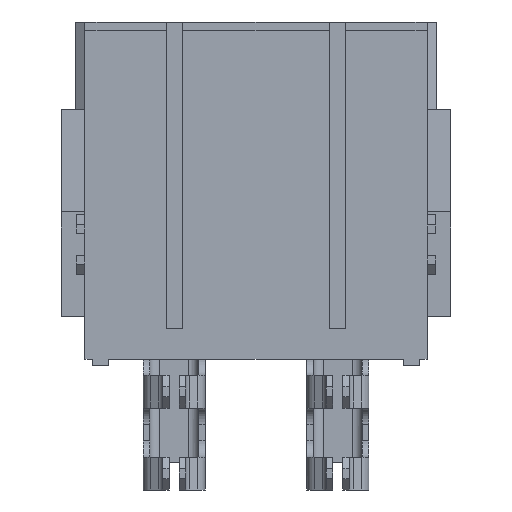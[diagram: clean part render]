
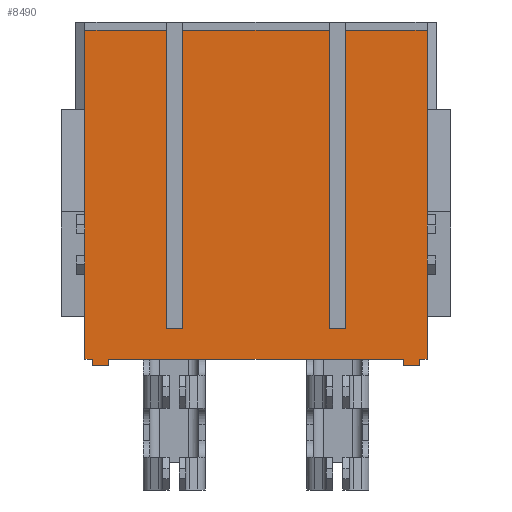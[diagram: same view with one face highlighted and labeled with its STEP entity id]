
A CAD part, front view. The second image highlights one B-rep face of the part: STEP entity #8490.
In plain terms, the highlighted planar face has unit normal (0, -1, 0).
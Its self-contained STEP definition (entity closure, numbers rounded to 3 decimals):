
#109=DIRECTION('',(1.,0.,0.));
#110=VECTOR('',#109,18.);
#111=CARTESIAN_POINT('',(-9.,-4.7,-10.3));
#112=LINE('',#111,#110);
#133=DIRECTION('',(1.,0.,0.));
#134=VECTOR('',#133,0.45);
#135=CARTESIAN_POINT('',(-10.45,-4.7,-10.3));
#136=LINE('',#135,#134);
#141=DIRECTION('',(1.,0.,0.));
#142=VECTOR('',#141,0.45);
#143=CARTESIAN_POINT('',(10.,-4.7,-10.3));
#144=LINE('',#143,#142);
#2463=DIRECTION('',(0.,0.,1.));
#2464=VECTOR('',#2463,5.81);
#2465=CARTESIAN_POINT('',(-10.45,-4.7,-10.3));
#2466=LINE('',#2465,#2464);
#2467=DIRECTION('',(0.,0.,-1.));
#2468=VECTOR('',#2467,0.515);
#2469=CARTESIAN_POINT('',(-10.45,-4.7,-3.975));
#2470=LINE('',#2469,#2468);
#2471=DIRECTION('',(0.,0.,1.));
#2472=VECTOR('',#2471,1.37);
#2473=CARTESIAN_POINT('',(-10.45,-4.7,-3.975));
#2474=LINE('',#2473,#2472);
#2475=DIRECTION('',(0.,0.,-1.));
#2476=VECTOR('',#2475,0.515);
#2477=CARTESIAN_POINT('',(-10.45,-4.7,-2.09));
#2478=LINE('',#2477,#2476);
#2479=DIRECTION('',(0.,0.,1.));
#2480=VECTOR('',#2479,11.89);
#2481=CARTESIAN_POINT('',(-10.45,-4.7,-2.09));
#2482=LINE('',#2481,#2480);
#2483=DIRECTION('',(1.,0.,0.));
#2484=VECTOR('',#2483,4.975);
#2485=CARTESIAN_POINT('',(-10.45,-4.7,9.8));
#2486=LINE('',#2485,#2484);
#2487=DIRECTION('',(0.,0.,-1.));
#2488=VECTOR('',#2487,18.25);
#2489=CARTESIAN_POINT('',(-5.475,-4.7,9.8));
#2490=LINE('',#2489,#2488);
#2491=DIRECTION('',(1.,0.,0.));
#2492=VECTOR('',#2491,1.);
#2493=CARTESIAN_POINT('',(-5.475,-4.7,-8.45));
#2494=LINE('',#2493,#2492);
#2495=DIRECTION('',(0.,0.,-1.));
#2496=VECTOR('',#2495,18.25);
#2497=CARTESIAN_POINT('',(-4.475,-4.7,9.8));
#2498=LINE('',#2497,#2496);
#2499=DIRECTION('',(1.,0.,0.));
#2500=VECTOR('',#2499,8.95);
#2501=CARTESIAN_POINT('',(-4.475,-4.7,9.8));
#2502=LINE('',#2501,#2500);
#2503=DIRECTION('',(0.,0.,-1.));
#2504=VECTOR('',#2503,18.25);
#2505=CARTESIAN_POINT('',(4.475,-4.7,9.8));
#2506=LINE('',#2505,#2504);
#2507=DIRECTION('',(1.,0.,0.));
#2508=VECTOR('',#2507,1.);
#2509=CARTESIAN_POINT('',(4.475,-4.7,-8.45));
#2510=LINE('',#2509,#2508);
#2511=DIRECTION('',(0.,0.,-1.));
#2512=VECTOR('',#2511,18.25);
#2513=CARTESIAN_POINT('',(5.475,-4.7,9.8));
#2514=LINE('',#2513,#2512);
#2515=DIRECTION('',(1.,0.,0.));
#2516=VECTOR('',#2515,4.975);
#2517=CARTESIAN_POINT('',(5.475,-4.7,9.8));
#2518=LINE('',#2517,#2516);
#2519=DIRECTION('',(0.,0.,-1.));
#2520=VECTOR('',#2519,0.515);
#2521=CARTESIAN_POINT('',(10.45,-4.7,-2.1));
#2522=LINE('',#2521,#2520);
#2523=DIRECTION('',(0.,0.,-1.));
#2524=VECTOR('',#2523,0.515);
#2525=CARTESIAN_POINT('',(10.45,-4.7,-3.985));
#2526=LINE('',#2525,#2524);
#2527=DIRECTION('',(0.,0.,-1.));
#2528=VECTOR('',#2527,0.4);
#2529=CARTESIAN_POINT('',(10.,-4.7,-10.3));
#2530=LINE('',#2529,#2528);
#2531=DIRECTION('',(0.,0.,-1.));
#2532=VECTOR('',#2531,0.4);
#2533=CARTESIAN_POINT('',(-9.,-4.7,-10.3));
#2534=LINE('',#2533,#2532);
#3425=DIRECTION('',(0.,0.,1.));
#3426=VECTOR('',#3425,11.9);
#3427=CARTESIAN_POINT('',(10.45,-4.7,-2.1));
#3428=LINE('',#3427,#3426);
#3469=DIRECTION('',(0.,0.,1.));
#3470=VECTOR('',#3469,1.37);
#3471=CARTESIAN_POINT('',(10.45,-4.7,-3.985));
#3472=LINE('',#3471,#3470);
#3505=DIRECTION('',(0.,0.,1.));
#3506=VECTOR('',#3505,5.8);
#3507=CARTESIAN_POINT('',(10.45,-4.7,-10.3));
#3508=LINE('',#3507,#3506);
#4079=DIRECTION('',(-1.,0.,0.));
#4080=VECTOR('',#4079,1.);
#4081=CARTESIAN_POINT('',(-9.,-4.7,-10.7));
#4082=LINE('',#4081,#4080);
#4091=DIRECTION('',(-1.,0.,0.));
#4092=VECTOR('',#4091,1.);
#4093=CARTESIAN_POINT('',(10.,-4.7,-10.7));
#4094=LINE('',#4093,#4092);
#4099=DIRECTION('',(0.,0.,-1.));
#4100=VECTOR('',#4099,0.4);
#4101=CARTESIAN_POINT('',(-10.,-4.7,-10.3));
#4102=LINE('',#4101,#4100);
#4103=DIRECTION('',(0.,0.,-1.));
#4104=VECTOR('',#4103,0.4);
#4105=CARTESIAN_POINT('',(9.,-4.7,-10.3));
#4106=LINE('',#4105,#4104);
#4108=CARTESIAN_POINT('',(-10.45,-4.7,-10.3));
#4110=VERTEX_POINT('',#4108);
#4111=CARTESIAN_POINT('',(10.45,-4.7,-10.3));
#4113=VERTEX_POINT('',#4111);
#4354=CARTESIAN_POINT('',(-9.,-4.7,-10.7));
#4356=VERTEX_POINT('',#4354);
#4357=CARTESIAN_POINT('',(-10.,-4.7,-10.7));
#4358=VERTEX_POINT('',#4357);
#4365=CARTESIAN_POINT('',(10.,-4.7,-10.7));
#4366=VERTEX_POINT('',#4365);
#4367=CARTESIAN_POINT('',(9.,-4.7,-10.7));
#4368=VERTEX_POINT('',#4367);
#4369=CARTESIAN_POINT('',(-9.,-4.7,-10.3));
#4371=VERTEX_POINT('',#4369);
#4373=CARTESIAN_POINT('',(-10.,-4.7,-10.3));
#4375=VERTEX_POINT('',#4373);
#4377=CARTESIAN_POINT('',(10.,-4.7,-10.3));
#4379=VERTEX_POINT('',#4377);
#4381=CARTESIAN_POINT('',(9.,-4.7,-10.3));
#4383=VERTEX_POINT('',#4381);
#4417=CARTESIAN_POINT('',(10.45,-4.7,-2.1));
#4419=VERTEX_POINT('',#4417);
#4421=CARTESIAN_POINT('',(10.45,-4.7,-2.615));
#4423=VERTEX_POINT('',#4421);
#4425=CARTESIAN_POINT('',(10.45,-4.7,-4.5));
#4427=VERTEX_POINT('',#4425);
#4429=CARTESIAN_POINT('',(10.45,-4.7,-3.985));
#4431=VERTEX_POINT('',#4429);
#4517=CARTESIAN_POINT('',(-10.45,-4.7,9.8));
#4518=VERTEX_POINT('',#4517);
#4519=CARTESIAN_POINT('',(10.45,-4.7,9.8));
#4520=VERTEX_POINT('',#4519);
#4521=CARTESIAN_POINT('',(5.475,-4.7,-8.45));
#4522=VERTEX_POINT('',#4521);
#4523=CARTESIAN_POINT('',(4.475,-4.7,-8.45));
#4524=VERTEX_POINT('',#4523);
#4525=CARTESIAN_POINT('',(-4.475,-4.7,-8.45));
#4526=VERTEX_POINT('',#4525);
#4527=CARTESIAN_POINT('',(-5.475,-4.7,-8.45));
#4528=VERTEX_POINT('',#4527);
#4529=CARTESIAN_POINT('',(4.475,-4.7,9.8));
#4530=VERTEX_POINT('',#4529);
#4531=CARTESIAN_POINT('',(5.475,-4.7,9.8));
#4532=VERTEX_POINT('',#4531);
#4533=CARTESIAN_POINT('',(-5.475,-4.7,9.8));
#4534=VERTEX_POINT('',#4533);
#4535=CARTESIAN_POINT('',(-4.475,-4.7,9.8));
#4536=VERTEX_POINT('',#4535);
#5072=CARTESIAN_POINT('',(-10.45,-4.7,-2.09));
#5073=VERTEX_POINT('',#5072);
#5074=CARTESIAN_POINT('',(-10.45,-4.7,-2.605));
#5075=VERTEX_POINT('',#5074);
#5076=CARTESIAN_POINT('',(-10.45,-4.7,-4.49));
#5077=VERTEX_POINT('',#5076);
#5078=CARTESIAN_POINT('',(-10.45,-4.7,-3.975));
#5079=VERTEX_POINT('',#5078);
#8433=CARTESIAN_POINT('',(-10.45,-4.7,-10.3));
#8434=DIRECTION('',(0.,-1.,0.));
#8435=DIRECTION('',(1.,0.,0.));
#8436=AXIS2_PLACEMENT_3D('',#8433,#8434,#8435);
#8437=PLANE('',#8436);
#8439=ORIENTED_EDGE('',*,*,#8438,.T.);
#8440=ORIENTED_EDGE('',*,*,#8428,.F.);
#8442=ORIENTED_EDGE('',*,*,#8441,.T.);
#8443=ORIENTED_EDGE('',*,*,#8396,.F.);
#8445=ORIENTED_EDGE('',*,*,#8444,.T.);
#8447=ORIENTED_EDGE('',*,*,#8446,.T.);
#8449=ORIENTED_EDGE('',*,*,#8448,.T.);
#8451=ORIENTED_EDGE('',*,*,#8450,.T.);
#8453=ORIENTED_EDGE('',*,*,#8452,.F.);
#8455=ORIENTED_EDGE('',*,*,#8454,.T.);
#8457=ORIENTED_EDGE('',*,*,#8456,.T.);
#8459=ORIENTED_EDGE('',*,*,#8458,.T.);
#8461=ORIENTED_EDGE('',*,*,#8460,.F.);
#8463=ORIENTED_EDGE('',*,*,#8462,.T.);
#8465=ORIENTED_EDGE('',*,*,#8464,.F.);
#8467=ORIENTED_EDGE('',*,*,#8466,.T.);
#8469=ORIENTED_EDGE('',*,*,#8468,.F.);
#8471=ORIENTED_EDGE('',*,*,#8470,.T.);
#8473=ORIENTED_EDGE('',*,*,#8472,.F.);
#8474=ORIENTED_EDGE('',*,*,#5460,.F.);
#8476=ORIENTED_EDGE('',*,*,#8475,.T.);
#8478=ORIENTED_EDGE('',*,*,#8477,.T.);
#8480=ORIENTED_EDGE('',*,*,#8479,.F.);
#8481=ORIENTED_EDGE('',*,*,#5376,.F.);
#8482=ORIENTED_EDGE('',*,*,#8031,.T.);
#8484=ORIENTED_EDGE('',*,*,#8483,.T.);
#8486=ORIENTED_EDGE('',*,*,#8485,.F.);
#8487=ORIENTED_EDGE('',*,*,#5448,.F.);
#8488=EDGE_LOOP('',(#8439,#8440,#8442,#8443,#8445,#8447,#8449,#8451,#8453,#8455,
#8457,#8459,#8461,#8463,#8465,#8467,#8469,#8471,#8473,#8474,#8476,#8478,#8480,
#8481,#8482,#8484,#8486,#8487));
#8489=FACE_OUTER_BOUND('',#8488,.F.);
#8490=ADVANCED_FACE('',(#8489),#8437,.T.);
#5376=EDGE_CURVE('',#4371,#4383,#112,.T.);
#5448=EDGE_CURVE('',#4110,#4375,#136,.T.);
#5460=EDGE_CURVE('',#4379,#4113,#144,.T.);
#8031=EDGE_CURVE('',#4371,#4356,#2534,.T.);
#8396=EDGE_CURVE('',#5073,#5075,#2478,.T.);
#8428=EDGE_CURVE('',#5079,#5077,#2470,.T.);
#8438=EDGE_CURVE('',#4110,#5077,#2466,.T.);
#8441=EDGE_CURVE('',#5079,#5075,#2474,.T.);
#8444=EDGE_CURVE('',#5073,#4518,#2482,.T.);
#8446=EDGE_CURVE('',#4518,#4534,#2486,.T.);
#8448=EDGE_CURVE('',#4534,#4528,#2490,.T.);
#8450=EDGE_CURVE('',#4528,#4526,#2494,.T.);
#8452=EDGE_CURVE('',#4536,#4526,#2498,.T.);
#8454=EDGE_CURVE('',#4536,#4530,#2502,.T.);
#8456=EDGE_CURVE('',#4530,#4524,#2506,.T.);
#8458=EDGE_CURVE('',#4524,#4522,#2510,.T.);
#8460=EDGE_CURVE('',#4532,#4522,#2514,.T.);
#8462=EDGE_CURVE('',#4532,#4520,#2518,.T.);
#8464=EDGE_CURVE('',#4419,#4520,#3428,.T.);
#8466=EDGE_CURVE('',#4419,#4423,#2522,.T.);
#8468=EDGE_CURVE('',#4431,#4423,#3472,.T.);
#8470=EDGE_CURVE('',#4431,#4427,#2526,.T.);
#8472=EDGE_CURVE('',#4113,#4427,#3508,.T.);
#8475=EDGE_CURVE('',#4379,#4366,#2530,.T.);
#8477=EDGE_CURVE('',#4366,#4368,#4094,.T.);
#8479=EDGE_CURVE('',#4383,#4368,#4106,.T.);
#8483=EDGE_CURVE('',#4356,#4358,#4082,.T.);
#8485=EDGE_CURVE('',#4375,#4358,#4102,.T.);
